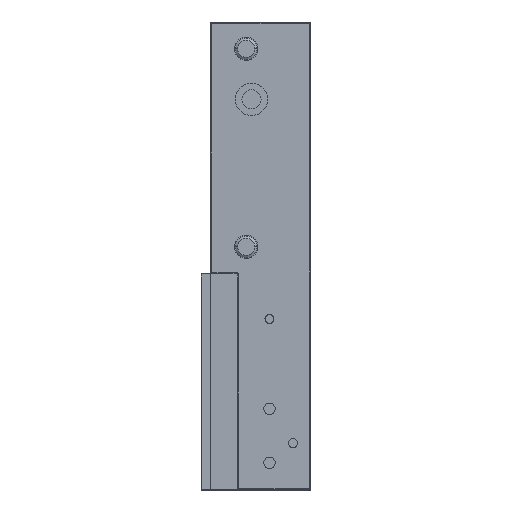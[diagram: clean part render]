
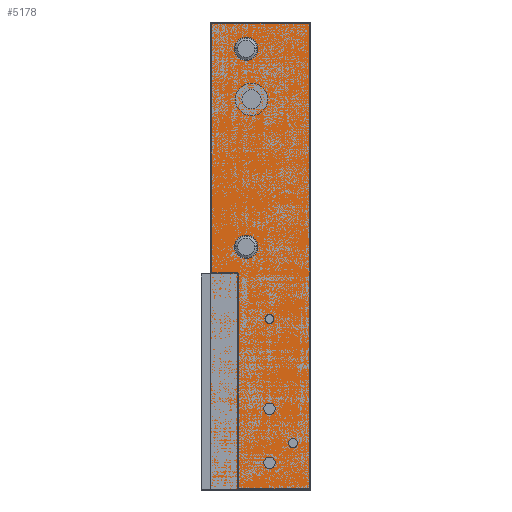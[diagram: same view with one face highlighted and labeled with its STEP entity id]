
A CAD part, top view. The second image highlights one B-rep face of the part: STEP entity #5178.
In plain terms, the highlighted planar face has unit normal (0, 0, 1).
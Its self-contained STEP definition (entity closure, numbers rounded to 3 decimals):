
#4864 = VERTEX_POINT('',#4865);
#4865 = CARTESIAN_POINT('',(0.,0.,4.));
#4872 = PLANE('',#4873);
#4873 = AXIS2_PLACEMENT_3D('',#4874,#4875,#4876);
#4874 = CARTESIAN_POINT('',(0.,0.,0.));
#4875 = DIRECTION('',(1.,0.,-0.));
#4876 = DIRECTION('',(0.,0.,1.));
#4884 = PLANE('',#4885);
#4885 = AXIS2_PLACEMENT_3D('',#4886,#4887,#4888);
#4886 = CARTESIAN_POINT('',(0.,0.,0.));
#4887 = DIRECTION('',(-0.,1.,0.));
#4888 = DIRECTION('',(0.,0.,1.));
#4925 = VERTEX_POINT('',#4926);
#4926 = CARTESIAN_POINT('',(0.,130.,4.));
#4940 = PLANE('',#4941);
#4941 = AXIS2_PLACEMENT_3D('',#4942,#4943,#4944);
#4942 = CARTESIAN_POINT('',(0.,130.,0.));
#4943 = DIRECTION('',(-0.,1.,0.));
#4944 = DIRECTION('',(0.,0.,1.));
#4952 = EDGE_CURVE('',#4864,#4925,#4953,.T.);
#4953 = SURFACE_CURVE('',#4954,(#4958,#4965),.PCURVE_S1.);
#4954 = LINE('',#4955,#4956);
#4955 = CARTESIAN_POINT('',(0.,0.,4.));
#4956 = VECTOR('',#4957,1.);
#4957 = DIRECTION('',(-0.,1.,0.));
#4958 = PCURVE('',#4872,#4959);
#4959 = DEFINITIONAL_REPRESENTATION('',(#4960),#4964);
#4960 = LINE('',#4961,#4962);
#4961 = CARTESIAN_POINT('',(4.,0.));
#4962 = VECTOR('',#4963,1.);
#4963 = DIRECTION('',(0.,-1.));
#4964 = ( GEOMETRIC_REPRESENTATION_CONTEXT(2) 
PARAMETRIC_REPRESENTATION_CONTEXT() REPRESENTATION_CONTEXT('2D SPACE',''
  ) );
#4965 = PCURVE('',#4966,#4971);
#4966 = PLANE('',#4967);
#4967 = AXIS2_PLACEMENT_3D('',#4968,#4969,#4970);
#4968 = CARTESIAN_POINT('',(0.,0.,4.));
#4969 = DIRECTION('',(0.,0.,1.));
#4970 = DIRECTION('',(1.,0.,-0.));
#4971 = DEFINITIONAL_REPRESENTATION('',(#4972),#4976);
#4972 = LINE('',#4973,#4974);
#4973 = CARTESIAN_POINT('',(0.,0.));
#4974 = VECTOR('',#4975,1.);
#4975 = DIRECTION('',(0.,1.));
#4976 = ( GEOMETRIC_REPRESENTATION_CONTEXT(2) 
PARAMETRIC_REPRESENTATION_CONTEXT() REPRESENTATION_CONTEXT('2D SPACE',''
  ) );
#4984 = VERTEX_POINT('',#4985);
#4985 = CARTESIAN_POINT('',(28.,0.,4.));
#4992 = PLANE('',#4993);
#4993 = AXIS2_PLACEMENT_3D('',#4994,#4995,#4996);
#4994 = CARTESIAN_POINT('',(28.,0.,0.));
#4995 = DIRECTION('',(1.,0.,-0.));
#4996 = DIRECTION('',(0.,0.,1.));
#5035 = VERTEX_POINT('',#5036);
#5036 = CARTESIAN_POINT('',(28.,130.,4.));
#5057 = EDGE_CURVE('',#4984,#5035,#5058,.T.);
#5058 = SURFACE_CURVE('',#5059,(#5063,#5070),.PCURVE_S1.);
#5059 = LINE('',#5060,#5061);
#5060 = CARTESIAN_POINT('',(28.,0.,4.));
#5061 = VECTOR('',#5062,1.);
#5062 = DIRECTION('',(-0.,1.,0.));
#5063 = PCURVE('',#4992,#5064);
#5064 = DEFINITIONAL_REPRESENTATION('',(#5065),#5069);
#5065 = LINE('',#5066,#5067);
#5066 = CARTESIAN_POINT('',(4.,0.));
#5067 = VECTOR('',#5068,1.);
#5068 = DIRECTION('',(0.,-1.));
#5069 = ( GEOMETRIC_REPRESENTATION_CONTEXT(2) 
PARAMETRIC_REPRESENTATION_CONTEXT() REPRESENTATION_CONTEXT('2D SPACE',''
  ) );
#5070 = PCURVE('',#4966,#5071);
#5071 = DEFINITIONAL_REPRESENTATION('',(#5072),#5076);
#5072 = LINE('',#5073,#5074);
#5073 = CARTESIAN_POINT('',(28.,0.));
#5074 = VECTOR('',#5075,1.);
#5075 = DIRECTION('',(0.,1.));
#5076 = ( GEOMETRIC_REPRESENTATION_CONTEXT(2) 
PARAMETRIC_REPRESENTATION_CONTEXT() REPRESENTATION_CONTEXT('2D SPACE',''
  ) );
#5103 = EDGE_CURVE('',#4864,#4984,#5104,.T.);
#5104 = SURFACE_CURVE('',#5105,(#5109,#5116),.PCURVE_S1.);
#5105 = LINE('',#5106,#5107);
#5106 = CARTESIAN_POINT('',(0.,0.,4.));
#5107 = VECTOR('',#5108,1.);
#5108 = DIRECTION('',(1.,0.,-0.));
#5109 = PCURVE('',#4884,#5110);
#5110 = DEFINITIONAL_REPRESENTATION('',(#5111),#5115);
#5111 = LINE('',#5112,#5113);
#5112 = CARTESIAN_POINT('',(4.,0.));
#5113 = VECTOR('',#5114,1.);
#5114 = DIRECTION('',(0.,1.));
#5115 = ( GEOMETRIC_REPRESENTATION_CONTEXT(2) 
PARAMETRIC_REPRESENTATION_CONTEXT() REPRESENTATION_CONTEXT('2D SPACE',''
  ) );
#5116 = PCURVE('',#4966,#5117);
#5117 = DEFINITIONAL_REPRESENTATION('',(#5118),#5122);
#5118 = LINE('',#5119,#5120);
#5119 = CARTESIAN_POINT('',(0.,0.));
#5120 = VECTOR('',#5121,1.);
#5121 = DIRECTION('',(1.,0.));
#5122 = ( GEOMETRIC_REPRESENTATION_CONTEXT(2) 
PARAMETRIC_REPRESENTATION_CONTEXT() REPRESENTATION_CONTEXT('2D SPACE',''
  ) );
#5150 = EDGE_CURVE('',#4925,#5035,#5151,.T.);
#5151 = SURFACE_CURVE('',#5152,(#5156,#5163),.PCURVE_S1.);
#5152 = LINE('',#5153,#5154);
#5153 = CARTESIAN_POINT('',(0.,130.,4.));
#5154 = VECTOR('',#5155,1.);
#5155 = DIRECTION('',(1.,0.,-0.));
#5156 = PCURVE('',#4940,#5157);
#5157 = DEFINITIONAL_REPRESENTATION('',(#5158),#5162);
#5158 = LINE('',#5159,#5160);
#5159 = CARTESIAN_POINT('',(4.,0.));
#5160 = VECTOR('',#5161,1.);
#5161 = DIRECTION('',(0.,1.));
#5162 = ( GEOMETRIC_REPRESENTATION_CONTEXT(2) 
PARAMETRIC_REPRESENTATION_CONTEXT() REPRESENTATION_CONTEXT('2D SPACE',''
  ) );
#5163 = PCURVE('',#4966,#5164);
#5164 = DEFINITIONAL_REPRESENTATION('',(#5165),#5169);
#5165 = LINE('',#5166,#5167);
#5166 = CARTESIAN_POINT('',(0.,130.));
#5167 = VECTOR('',#5168,1.);
#5168 = DIRECTION('',(1.,0.));
#5169 = ( GEOMETRIC_REPRESENTATION_CONTEXT(2) 
PARAMETRIC_REPRESENTATION_CONTEXT() REPRESENTATION_CONTEXT('2D SPACE',''
  ) );
#5178 = ADVANCED_FACE('',(#5179),#4966,.T.);
#5179 = FACE_BOUND('',#5180,.T.);
#5180 = EDGE_LOOP('',(#5181,#5182,#5183,#5184));
#5181 = ORIENTED_EDGE('',*,*,#4952,.F.);
#5182 = ORIENTED_EDGE('',*,*,#5103,.T.);
#5183 = ORIENTED_EDGE('',*,*,#5057,.T.);
#5184 = ORIENTED_EDGE('',*,*,#5150,.F.);
